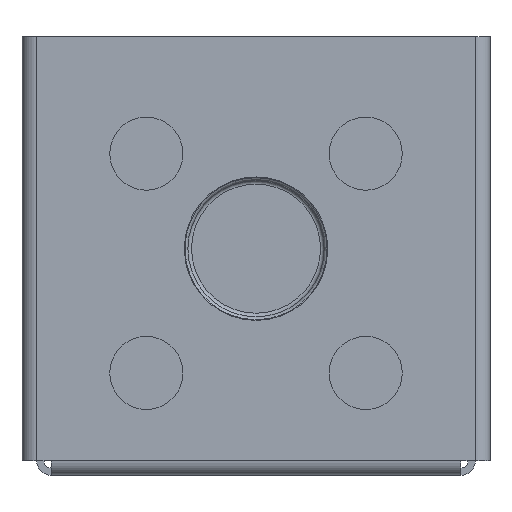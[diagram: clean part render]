
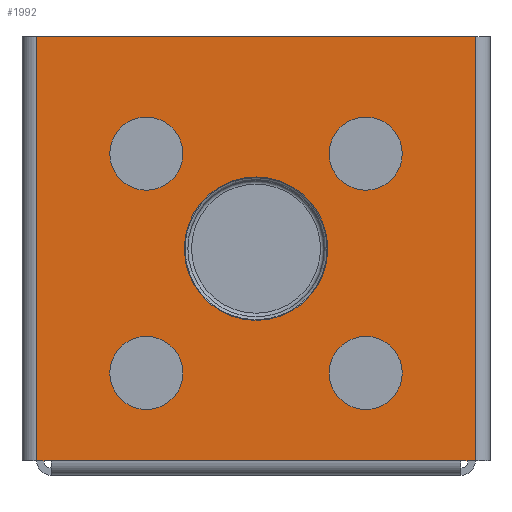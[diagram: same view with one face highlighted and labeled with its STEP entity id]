
A CAD part, front view. The second image highlights one B-rep face of the part: STEP entity #1992.
In plain terms, the highlighted planar face has unit normal (0, -1, 0).
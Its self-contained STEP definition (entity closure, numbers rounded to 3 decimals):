
#85=FACE_BOUND('',#343,.T.);
#86=FACE_BOUND('',#344,.T.);
#87=FACE_BOUND('',#345,.T.);
#88=FACE_BOUND('',#346,.T.);
#89=FACE_BOUND('',#347,.T.);
#200=FACE_OUTER_BOUND('',#342,.T.);
#342=EDGE_LOOP('',(#1734,#1735,#1736,#1737,#1738,#1739));
#343=EDGE_LOOP('',(#1740));
#344=EDGE_LOOP('',(#1741));
#345=EDGE_LOOP('',(#1742));
#346=EDGE_LOOP('',(#1743));
#347=EDGE_LOOP('',(#1744));
#501=LINE('',#3235,#695);
#506=LINE('',#3253,#700);
#524=LINE('',#3316,#718);
#526=LINE('',#3321,#720);
#537=LINE('',#3343,#731);
#540=LINE('',#3354,#734);
#695=VECTOR('',#2629,10.);
#700=VECTOR('',#2654,0.72);
#718=VECTOR('',#2740,10.);
#720=VECTOR('',#2746,10.);
#731=VECTOR('',#2767,10.);
#734=VECTOR('',#2786,10.);
#773=CIRCLE('',#2101,4.907);
#783=CIRCLE('',#2115,2.5);
#784=CIRCLE('',#2117,2.5);
#785=CIRCLE('',#2119,2.5);
#786=CIRCLE('',#2121,2.5);
#893=VERTEX_POINT('',#3054);
#906=VERTEX_POINT('',#3087);
#907=VERTEX_POINT('',#3091);
#908=VERTEX_POINT('',#3095);
#909=VERTEX_POINT('',#3099);
#954=VERTEX_POINT('',#3232);
#955=VERTEX_POINT('',#3234);
#957=VERTEX_POINT('',#3250);
#958=VERTEX_POINT('',#3252);
#967=VERTEX_POINT('',#3305);
#970=VERTEX_POINT('',#3319);
#1085=EDGE_CURVE('',#893,#893,#773,.T.);
#1102=EDGE_CURVE('',#906,#906,#783,.T.);
#1104=EDGE_CURVE('',#907,#907,#784,.T.);
#1106=EDGE_CURVE('',#908,#908,#785,.T.);
#1108=EDGE_CURVE('',#909,#909,#786,.T.);
#1174=EDGE_CURVE('',#955,#954,#501,.T.);
#1183=EDGE_CURVE('',#958,#957,#506,.T.);
#1216=EDGE_CURVE('',#954,#967,#524,.T.);
#1219=EDGE_CURVE('',#967,#970,#526,.T.);
#1231=EDGE_CURVE('',#970,#958,#537,.T.);
#1236=EDGE_CURVE('',#957,#955,#540,.T.);
#1734=ORIENTED_EDGE('',*,*,#1216,.T.);
#1735=ORIENTED_EDGE('',*,*,#1219,.T.);
#1736=ORIENTED_EDGE('',*,*,#1231,.T.);
#1737=ORIENTED_EDGE('',*,*,#1183,.T.);
#1738=ORIENTED_EDGE('',*,*,#1236,.T.);
#1739=ORIENTED_EDGE('',*,*,#1174,.T.);
#1740=ORIENTED_EDGE('',*,*,#1085,.T.);
#1741=ORIENTED_EDGE('',*,*,#1102,.T.);
#1742=ORIENTED_EDGE('',*,*,#1104,.T.);
#1743=ORIENTED_EDGE('',*,*,#1106,.T.);
#1744=ORIENTED_EDGE('',*,*,#1108,.T.);
#1873=PLANE('',#2216);
#1992=ADVANCED_FACE('',(#200,#85,#86,#87,#88,#89),#1873,.T.);
#2101=AXIS2_PLACEMENT_3D('',#3055,#2455,#2456);
#2115=AXIS2_PLACEMENT_3D('',#3089,#2490,#2491);
#2117=AXIS2_PLACEMENT_3D('',#3093,#2495,#2496);
#2119=AXIS2_PLACEMENT_3D('',#3097,#2500,#2501);
#2121=AXIS2_PLACEMENT_3D('',#3101,#2505,#2506);
#2216=AXIS2_PLACEMENT_3D('',#3355,#2787,#2788);
#2455=DIRECTION('center_axis',(0.,1.,0.));
#2456=DIRECTION('ref_axis',(0.,0.,1.));
#2490=DIRECTION('center_axis',(0.,1.,0.));
#2491=DIRECTION('ref_axis',(-1.,0.,0.));
#2495=DIRECTION('center_axis',(0.,1.,0.));
#2496=DIRECTION('ref_axis',(-1.,0.,0.));
#2500=DIRECTION('center_axis',(0.,1.,0.));
#2501=DIRECTION('ref_axis',(-1.,0.,0.));
#2505=DIRECTION('center_axis',(0.,1.,0.));
#2506=DIRECTION('ref_axis',(-1.,0.,0.));
#2629=DIRECTION('',(0.,0.,-1.));
#2654=DIRECTION('',(0.,0.,1.));
#2740=DIRECTION('',(1.,0.,0.));
#2746=DIRECTION('',(1.,0.,0.));
#2767=DIRECTION('',(1.,0.,0.));
#2786=DIRECTION('',(-1.,0.,0.));
#2787=DIRECTION('center_axis',(0.,-1.,0.));
#2788=DIRECTION('ref_axis',(0.,0.,-1.));
#3054=CARTESIAN_POINT('',(0.,-0.5,10.093));
#3055=CARTESIAN_POINT('Origin',(0.,-0.5,15.));
#3087=CARTESIAN_POINT('',(-5.,-0.5,21.5));
#3089=CARTESIAN_POINT('Origin',(-7.5,-0.5,21.5));
#3091=CARTESIAN_POINT('',(10.,-0.5,6.5));
#3093=CARTESIAN_POINT('Origin',(7.5,-0.5,6.5));
#3095=CARTESIAN_POINT('',(10.,-0.5,21.5));
#3097=CARTESIAN_POINT('Origin',(7.5,-0.5,21.5));
#3099=CARTESIAN_POINT('',(-5.,-0.5,6.5));
#3101=CARTESIAN_POINT('Origin',(-7.5,-0.5,6.5));
#3232=CARTESIAN_POINT('',(-15.,-0.5,0.5));
#3234=CARTESIAN_POINT('',(-15.,-0.5,29.5));
#3235=CARTESIAN_POINT('',(-15.,-0.5,0.5));
#3250=CARTESIAN_POINT('',(15.,-0.5,29.5));
#3252=CARTESIAN_POINT('',(15.,-0.5,0.5));
#3253=CARTESIAN_POINT('',(15.,-0.5,-1.762));
#3305=CARTESIAN_POINT('',(-14.,-0.5,0.5));
#3316=CARTESIAN_POINT('',(0.,-0.5,0.5));
#3319=CARTESIAN_POINT('',(14.,-0.5,0.5));
#3321=CARTESIAN_POINT('',(0.,-0.5,0.5));
#3343=CARTESIAN_POINT('',(0.,-0.5,0.5));
#3354=CARTESIAN_POINT('',(-15.,-0.5,29.5));
#3355=CARTESIAN_POINT('Origin',(0.,-0.5,-0.131));
